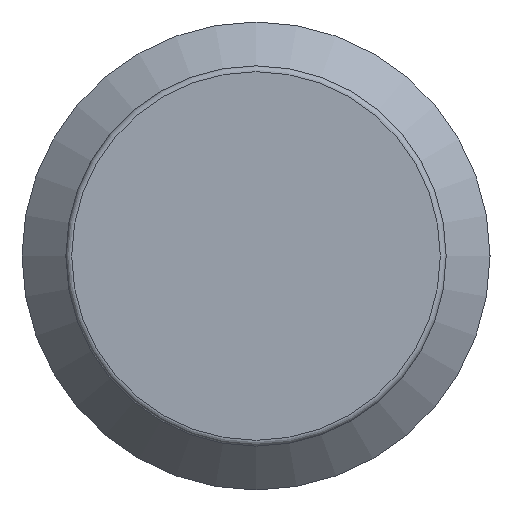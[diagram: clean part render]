
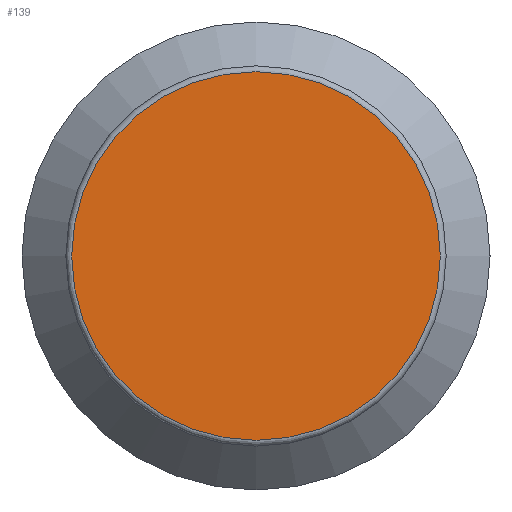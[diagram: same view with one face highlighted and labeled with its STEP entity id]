
A CAD part, left-side view. The second image highlights one B-rep face of the part: STEP entity #139.
In plain terms, the highlighted face is planar.
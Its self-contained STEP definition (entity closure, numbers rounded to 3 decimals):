
#139 = ADVANCED_FACE( '', ( #171 ), #172, .T. );
#171 = FACE_OUTER_BOUND( '', #264, .T. );
#172 = PLANE( '', #265 );
#264 = EDGE_LOOP( '', ( #358 ) );
#265 = AXIS2_PLACEMENT_3D( '', #359, #360, #361 );
#358 = ORIENTED_EDGE( '', *, *, #505, .T. );
#359 = CARTESIAN_POINT( '', ( 0., 0., 0. ) );
#360 = DIRECTION( '', ( 0., 0., -1. ) );
#361 = DIRECTION( '', ( -1., 0., 0. ) );
#505 = EDGE_CURVE( '', #566, #566, #567, .T. );
#566 = VERTEX_POINT( '', #686 );
#567 = CIRCLE( '', #687, 3.15 );
#686 = CARTESIAN_POINT( '', ( -3.15, 0., 0. ) );
#687 = AXIS2_PLACEMENT_3D( '', #1335, #1336, #1337 );
#1335 = CARTESIAN_POINT( '', ( 0., 0., 0. ) );
#1336 = DIRECTION( '', ( 0., 0., -1. ) );
#1337 = DIRECTION( '', ( -1., 0., 0. ) );
